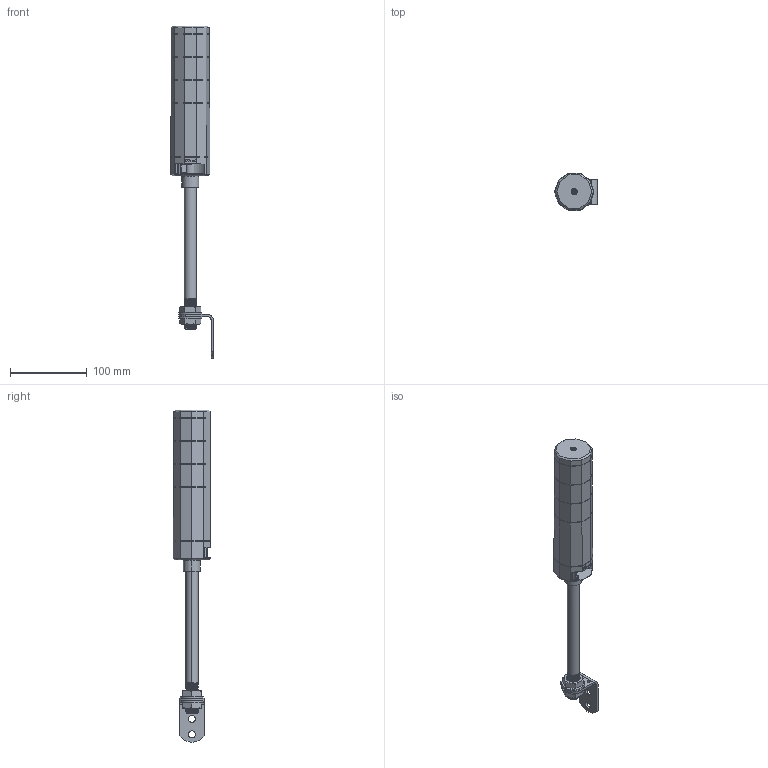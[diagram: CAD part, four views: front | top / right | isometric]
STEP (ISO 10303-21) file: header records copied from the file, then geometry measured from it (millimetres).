
FILE_DESCRIPTION((''),'2;1');
FILE_NAME('NLA50DC-3B2DZ SERIES.stp','2023-12-26T13:31:15',(''),(''),'Mechanical Desktop 2011','Mechanical Desktop 2011',', , ');
FILE_SCHEMA(('CONFIG_CONTROL_DESIGN'));
Length unit declared in the file: millimetre
Products named in the file (1): Product
Bounding box: 55.61 x 49.01 x 431.93 mm (x, y, z)
Volume: 386312.3 mm3; surface area: 88505.1 mm2
Topology: 22 solids, 22 shells, 516 faces, 1321 edges, 864 vertices
Faces by surface type: plane 324, cylinder 133, cone 26, bspline 21, torus 6, sphere 6
Entity records: 21647 total; most frequent: CARTESIAN_POINT 9150, ORIENTED_EDGE 2642, DIRECTION 2451, EDGE_CURVE 1321, VERTEX_POINT 864, VECTOR 837, LINE 837, AXIS2_PLACEMENT_3D 807
